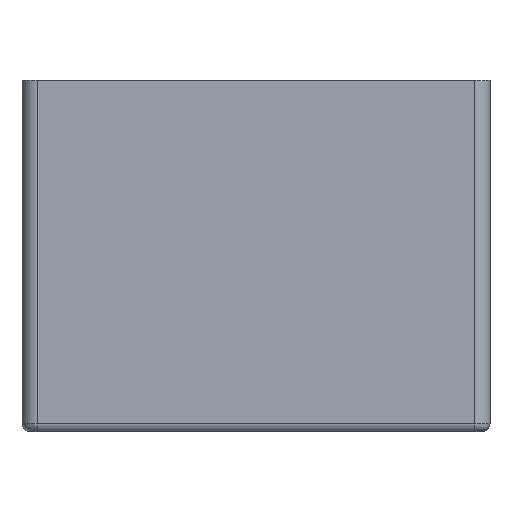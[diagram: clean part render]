
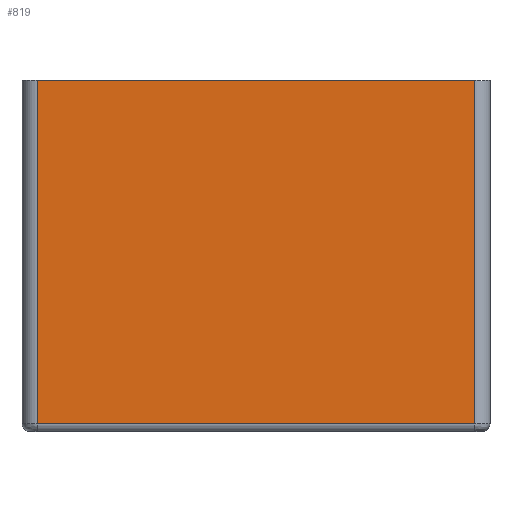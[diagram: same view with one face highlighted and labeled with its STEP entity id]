
A CAD part, front view. The second image highlights one B-rep face of the part: STEP entity #819.
In plain terms, the highlighted planar face has unit normal (0, -1, 0).
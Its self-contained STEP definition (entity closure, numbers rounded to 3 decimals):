
#42=PLANE('',#897);
#77=LINE('',#1277,#153);
#80=LINE('',#1284,#156);
#81=LINE('',#1289,#157);
#84=LINE('',#1294,#160);
#153=VECTOR('',#1009,10.);
#156=VECTOR('',#1016,10.);
#157=VECTOR('',#1021,10.);
#160=VECTOR('',#1028,10.);
#248=FACE_OUTER_BOUND('',#295,.T.);
#295=EDGE_LOOP('',(#624,#625,#626,#627));
#386=VERTEX_POINT('',#1201);
#388=VERTEX_POINT('',#1214);
#403=VERTEX_POINT('',#1280);
#406=VERTEX_POINT('',#1287);
#485=EDGE_CURVE('',#386,#388,#77,.T.);
#489=EDGE_CURVE('',#388,#403,#80,.T.);
#491=EDGE_CURVE('',#406,#386,#81,.T.);
#494=EDGE_CURVE('',#403,#406,#84,.T.);
#624=ORIENTED_EDGE('',*,*,#489,.F.);
#625=ORIENTED_EDGE('',*,*,#485,.F.);
#626=ORIENTED_EDGE('',*,*,#491,.F.);
#627=ORIENTED_EDGE('',*,*,#494,.F.);
#819=ADVANCED_FACE('',(#248),#42,.T.);
#897=AXIS2_PLACEMENT_3D('',#1293,#1026,#1027);
#1009=DIRECTION('',(-1.,0.,0.));
#1016=DIRECTION('',(0.,0.,1.));
#1021=DIRECTION('',(0.,0.,-1.));
#1026=DIRECTION('center_axis',(0.,-1.,0.));
#1027=DIRECTION('ref_axis',(0.,0.,-1.));
#1028=DIRECTION('',(1.,0.,0.));
#1201=CARTESIAN_POINT('',(56.,-20.,-8.));
#1214=CARTESIAN_POINT('',(-56.,-20.,-8.));
#1277=CARTESIAN_POINT('',(30.,-20.,-8.));
#1280=CARTESIAN_POINT('',(-56.,-20.,80.));
#1284=CARTESIAN_POINT('',(-56.,-20.,-1.25));
#1287=CARTESIAN_POINT('',(56.,-20.,80.));
#1289=CARTESIAN_POINT('',(56.,-20.,16.25));
#1293=CARTESIAN_POINT('Origin',(0.,-20.,7.5));
#1294=CARTESIAN_POINT('',(-60.,-20.,80.));
